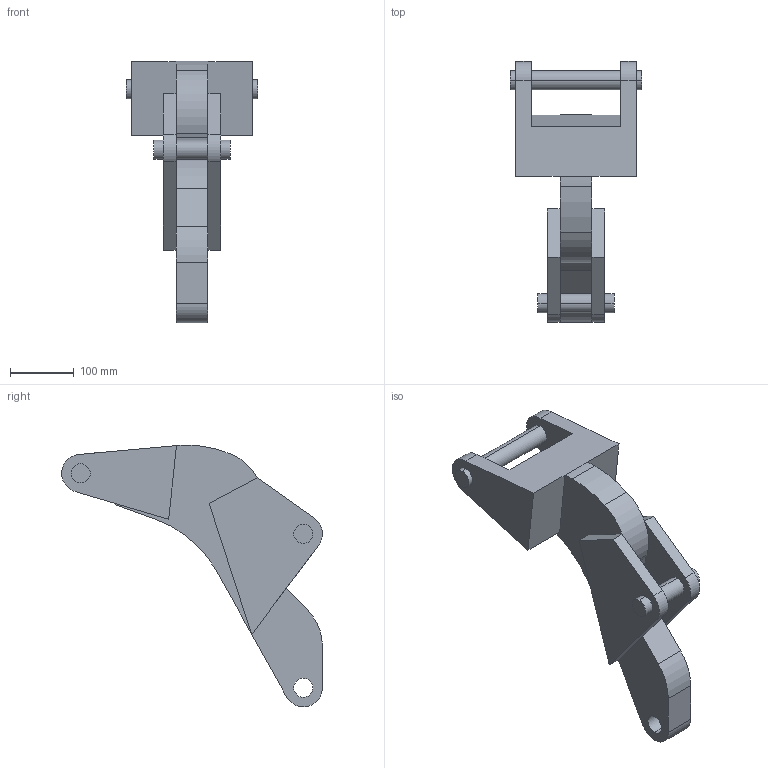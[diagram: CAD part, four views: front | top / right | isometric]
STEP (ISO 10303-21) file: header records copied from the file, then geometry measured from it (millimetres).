
FILE_DESCRIPTION (( 'STEP AP203' ), '1' );
FILE_NAME ('节一_默认_sldprt.STEP', '2024-04-30T10:36:18', ( '' ), ( '' ), 'SwSTEP 2.0', 'SolidWorks 2022', '' );
FILE_SCHEMA (( 'CONFIG_CONTROL_DESIGN' ));
Length unit declared in the file: millimetre
Products named in the file (1): 节一_默认_sldprt
Bounding box: 206 x 409.95 x 411.28 mm (x, y, z)
Volume: 5041874 mm3; surface area: 331692.1 mm2
Topology: 1 solids, 1 shells, 60 faces, 150 edges, 96 vertices
Faces by surface type: plane 35, cylinder 25
Entity records: 1879 total; most frequent: DIRECTION 324, CARTESIAN_POINT 307, ORIENTED_EDGE 300, EDGE_CURVE 150, AXIS2_PLACEMENT_3D 113, LINE 98, VECTOR 98, VERTEX_POINT 96
